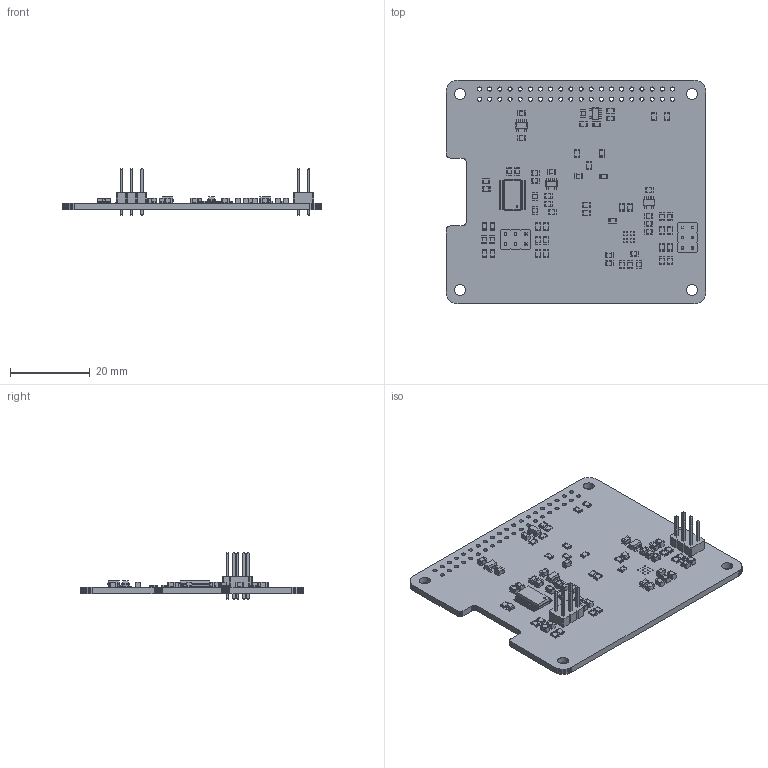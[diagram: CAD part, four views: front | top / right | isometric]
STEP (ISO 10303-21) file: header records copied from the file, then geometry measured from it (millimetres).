
FILE_DESCRIPTION(('KiCad electronic assembly'),'2;1');
FILE_NAME('pedalboard-soundcard-3D.step','2023-12-23T14:42:18',('Pcbnew' ),('Kicad'),'Open CASCADE STEP processor 7.6', 'KiCad to STEP converter','Unknown');
FILE_SCHEMA(('AUTOMOTIVE_DESIGN { 1 0 10303 214 1 1 1 1 }'));
Length unit declared in the file: millimetre
Products named in the file (14): pedalboard-soundcard-3D 1; R_0805_2012Metric; SOLID; C_0805_2012Metric; SOT-23-5; LED_0805_2012Metric; PinHeader_2x03_P2.54mm_Vertical; TSSOP-30_4.4x7.8mm_P0.5mm; tmp6kqf00f_ PCB
Assembly tree (75 placements, depth 3):
  pedalboard-soundcard-3D 1
    R_0805_2012Metric  x27
      SOLID
    C_0805_2012Metric  x32
      SOLID
    SOT-23-5  x4
      SOLID
    LED_0805_2012Metric  x2
      SOLID
    PinHeader_2x03_P2.54mm_Vertical  x2
      SOLID
    TSSOP-30_4.4x7.8mm_P0.5mm
      SOLID
    tmp6kqf00f_ PCB
Bounding box: 65 x 56 x 11.54 mm (x, y, z)
Volume: 6007.1 mm3; surface area: 9132.1 mm2
Topology: 69 solids, 69 shells, 3050 faces, 7923 edges, 5102 vertices
Faces by surface type: plane 1991, cylinder 889, bspline 170
Full cylindrical faces by diameter (mm): 0.2 x16, 0.4 x1, 1 x12, 1.016 x40, 2.75 x4
Entity records: 72774 total; most frequent: CARTESIAN_POINT 13262, DIRECTION 9875, LINE 6758, VECTOR 6758, ORIENTED_EDGE 5318, PCURVE 5318, DEFINITIONAL_REPRESENTATION 5318, EDGE_CURVE 2659
